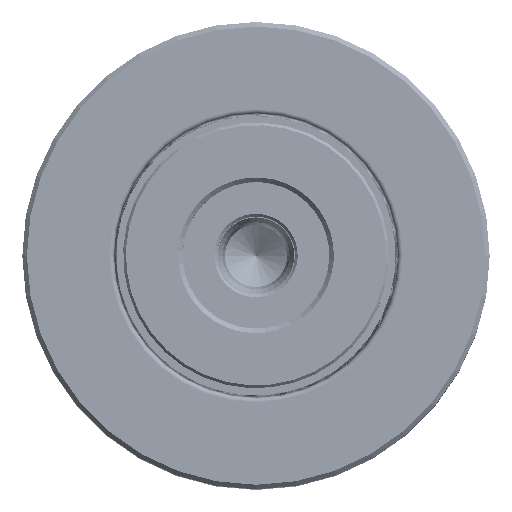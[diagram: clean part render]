
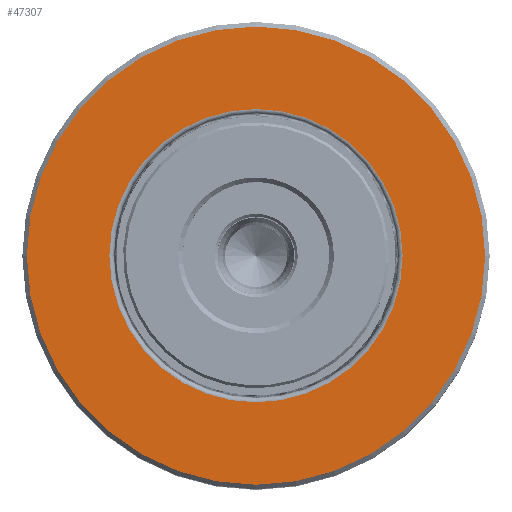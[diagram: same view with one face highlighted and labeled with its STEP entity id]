
A CAD part, top view. The second image highlights one B-rep face of the part: STEP entity #47307.
In plain terms, the highlighted face is planar.
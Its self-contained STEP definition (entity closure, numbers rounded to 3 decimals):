
#4483 = CIRCLE ( 'NONE', #51605, 16. ) ;
#4707 = FACE_BOUND ( 'NONE', #46840, .T. ) ;
#5980 = EDGE_CURVE ( 'NONE', #19144, #17560, #4483, .T. ) ;
#7182 = CARTESIAN_POINT ( 'NONE',  ( 25., 30.687, 0. ) ) ;
#12200 = DIRECTION ( 'NONE',  ( 0., -1., 0. ) ) ;
#16660 = DIRECTION ( 'NONE',  ( 0., 0., -1. ) ) ;
#17560 = VERTEX_POINT ( 'NONE', #28154 ) ;
#19057 = VERTEX_POINT ( 'NONE', #35029 ) ;
#19088 = FACE_OUTER_BOUND ( 'NONE', #65625, .T. ) ;
#19144 = VERTEX_POINT ( 'NONE', #61556 ) ;
#22063 = CARTESIAN_POINT ( 'NONE',  ( 0., 30.687, 0. ) ) ;
#22725 = ORIENTED_EDGE ( 'NONE', *, *, #38441, .T. ) ;
#26041 = ORIENTED_EDGE ( 'NONE', *, *, #49040, .F. ) ;
#27052 = DIRECTION ( 'NONE',  ( 0., 1., 0. ) ) ;
#27170 = CARTESIAN_POINT ( 'NONE',  ( 0., 30.687, 0. ) ) ;
#27622 = DIRECTION ( 'NONE',  ( 0., 0., -1. ) ) ;
#28154 = CARTESIAN_POINT ( 'NONE',  ( 0., 30.687, -16. ) ) ;
#29812 = DIRECTION ( 'NONE',  ( 0., 0., -1. ) ) ;
#30035 = DIRECTION ( 'NONE',  ( 0., -1., 0. ) ) ;
#31396 = ORIENTED_EDGE ( 'NONE', *, *, #38217, .F. ) ;
#32625 = DIRECTION ( 'NONE',  ( 0., 0., 1. ) ) ;
#35029 = CARTESIAN_POINT ( 'NONE',  ( 0., 30.687, 25. ) ) ;
#38217 = EDGE_CURVE ( 'NONE', #19057, #44976, #41983, .T. ) ;
#38441 = EDGE_CURVE ( 'NONE', #17560, #19144, #53928, .T. ) ;
#41983 = CIRCLE ( 'NONE', #56067, 25. ) ;
#42622 = DIRECTION ( 'NONE',  ( 0., 0., -1. ) ) ;
#42623 = AXIS2_PLACEMENT_3D ( 'NONE', #7182, #27052, #32625 ) ;
#42773 = CARTESIAN_POINT ( 'NONE',  ( 0., 30.687, 0. ) ) ;
#43907 = ORIENTED_EDGE ( 'NONE', *, *, #5980, .T. ) ;
#44964 = CARTESIAN_POINT ( 'NONE',  ( 0., 30.687, 0. ) ) ;
#44976 = VERTEX_POINT ( 'NONE', #63758 ) ;
#46840 = EDGE_LOOP ( 'NONE', ( #22725, #43907 ) ) ;
#47307 = ADVANCED_FACE ( 'NONE', ( #4707, #19088 ), #63569, .T. ) ;
#49040 = EDGE_CURVE ( 'NONE', #44976, #19057, #58234, .T. ) ;
#50122 = AXIS2_PLACEMENT_3D ( 'NONE', #42773, #57707, #16660 ) ;
#51605 = AXIS2_PLACEMENT_3D ( 'NONE', #27170, #12200, #27622 ) ;
#53928 = CIRCLE ( 'NONE', #50122, 16. ) ;
#54624 = AXIS2_PLACEMENT_3D ( 'NONE', #44964, #30035, #29812 ) ;
#56067 = AXIS2_PLACEMENT_3D ( 'NONE', #22063, #57996, #42622 ) ;
#57707 = DIRECTION ( 'NONE',  ( 0., -1., 0. ) ) ;
#57996 = DIRECTION ( 'NONE',  ( 0., -1., 0. ) ) ;
#58234 = CIRCLE ( 'NONE', #54624, 25. ) ;
#61556 = CARTESIAN_POINT ( 'NONE',  ( 0., 30.687, 16. ) ) ;
#63569 = PLANE ( 'NONE',  #42623 ) ;
#63758 = CARTESIAN_POINT ( 'NONE',  ( 0., 30.687, -25. ) ) ;
#65625 = EDGE_LOOP ( 'NONE', ( #26041, #31396 ) ) ;
